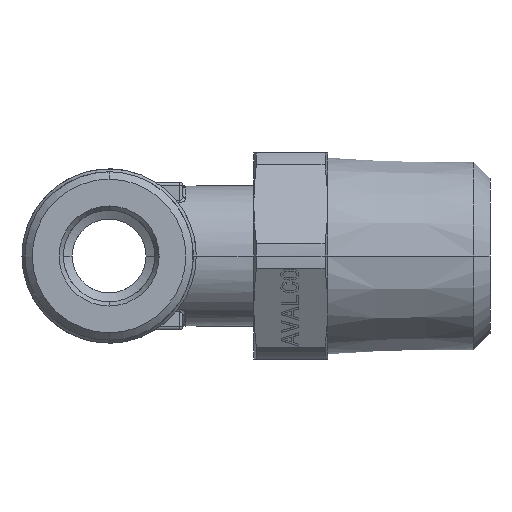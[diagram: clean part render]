
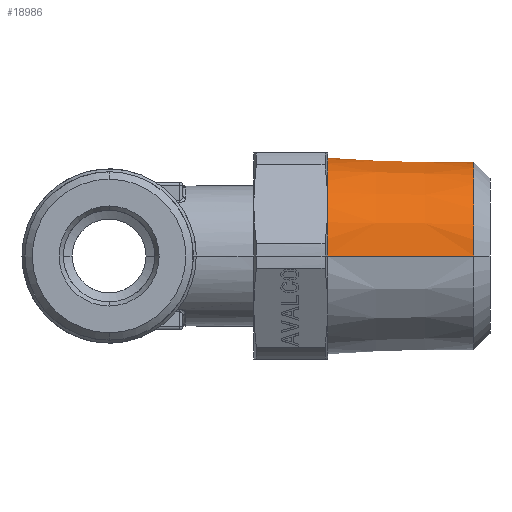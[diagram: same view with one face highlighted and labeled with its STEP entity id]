
A CAD part, left-side view. The second image highlights one B-rep face of the part: STEP entity #18986.
In plain terms, the highlighted conical face has half-angle 1.78 degrees and reference radius 6.502 mm.
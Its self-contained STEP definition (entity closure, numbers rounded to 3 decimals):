
#18491=CARTESIAN_POINT('Axis2P3D Location',(0.,-14.8,0.)) ;
#18495=CARTESIAN_POINT('Vertex',(-6.655,-14.8,0.)) ;
#18497=CARTESIAN_POINT('Vertex',(6.655,-14.8,0.)) ;
#18944=CARTESIAN_POINT('Line Origine',(15534.183,499634.378,0.)) ;
#18948=CARTESIAN_POINT('Vertex',(6.348,-24.7,0.)) ;
#18955=CARTESIAN_POINT('Vertex',(-6.348,-24.7,0.)) ;
#18958=CARTESIAN_POINT('Line Origine',(-15534.183,499634.378,0.)) ;
#18970=CARTESIAN_POINT('Axis2P3D Location',(0.,-19.75,0.)) ;
#18975=CARTESIAN_POINT('Axis2P3D Location',(0.,-24.7,0.)) ;
#18492=DIRECTION('Axis2P3D Direction',(-0.,1.,0.)) ;
#18945=DIRECTION('Vector Direction',(0.031,1.,0.)) ;
#18959=DIRECTION('Vector Direction',(-0.031,1.,0.)) ;
#18971=DIRECTION('Axis2P3D Direction',(0.,1.,0.)) ;
#18972=DIRECTION('Axis2P3D XDirection',(-1.,0.,0.)) ;
#18976=DIRECTION('Axis2P3D Direction',(-0.,1.,0.)) ;
#18493=AXIS2_PLACEMENT_3D('Circle Axis2P3D',#18491,#18492,$) ;
#18973=AXIS2_PLACEMENT_3D('Cone Axis2P3D',#18970,#18971,#18972) ;
#18977=AXIS2_PLACEMENT_3D('Circle Axis2P3D',#18975,#18976,$) ;
#18981=ORIENTED_EDGE('',*,*,#18979,.T.) ;
#18982=ORIENTED_EDGE('',*,*,#18950,.F.) ;
#18983=ORIENTED_EDGE('',*,*,#18499,.F.) ;
#18984=ORIENTED_EDGE('',*,*,#18962,.T.) ;
#18946=VECTOR('Line Direction',#18945,1.) ;
#18960=VECTOR('Line Direction',#18959,1.) ;
#18986=ADVANCED_FACE('PR415B-06R14',(#18985),#18974,.T.) ;
#18494=CIRCLE('generated circle',#18493,6.655) ;
#18978=CIRCLE('generated circle',#18977,6.348) ;
#18974=CONICAL_SURFACE('Cone',#18973,6.502,0.031) ;
#18499=EDGE_CURVE('',#18496,#18498,#18494,.T.) ;
#18950=EDGE_CURVE('',#18498,#18949,#18947,.F.) ;
#18962=EDGE_CURVE('',#18496,#18956,#18961,.F.) ;
#18979=EDGE_CURVE('',#18956,#18949,#18978,.T.) ;
#18980=EDGE_LOOP('',(#18981,#18982,#18983,#18984)) ;
#18985=FACE_OUTER_BOUND('',#18980,.T.) ;
#18947=LINE('Line',#18944,#18946) ;
#18961=LINE('Line',#18958,#18960) ;
#18496=VERTEX_POINT('',#18495) ;
#18498=VERTEX_POINT('',#18497) ;
#18949=VERTEX_POINT('',#18948) ;
#18956=VERTEX_POINT('',#18955) ;
